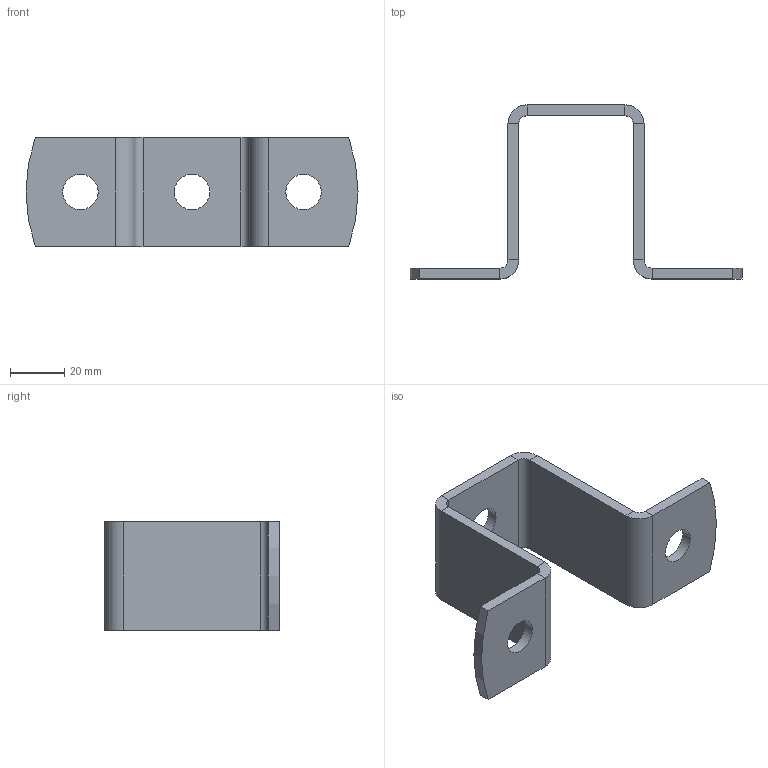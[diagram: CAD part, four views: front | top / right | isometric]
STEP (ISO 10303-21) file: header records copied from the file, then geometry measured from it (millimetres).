
FILE_DESCRIPTION((''),'2;1');
FILE_NAME('151094.stp','2013-02-22T11:33:03',('DMK009'),(''),'Autodesk Inventor 2012','Autodesk Inventor 2012','');
FILE_SCHEMA(('AUTOMOTIVE_DESIGN { 1 0 10303 214 1 1 1 1 }'));
Length unit declared in the file: millimetre
Products named in the file (1): 151094
Bounding box: 122 x 64 x 40 mm (x, y, z)
Volume: 35392 mm3; surface area: 20324.8 mm2
Topology: 1 solids, 1 shells, 41 faces, 85 edges, 46 vertices
Faces by surface type: plane 28, cylinder 13
Full cylindrical faces by diameter (mm): 13 x3
Entity records: 1120 total; most frequent: DIRECTION 192, CARTESIAN_POINT 170, ORIENTED_EDGE 164, EDGE_CURVE 82, AXIS2_PLACEMENT_3D 68, VECTOR 56, LINE 56, EDGE_LOOP 50
